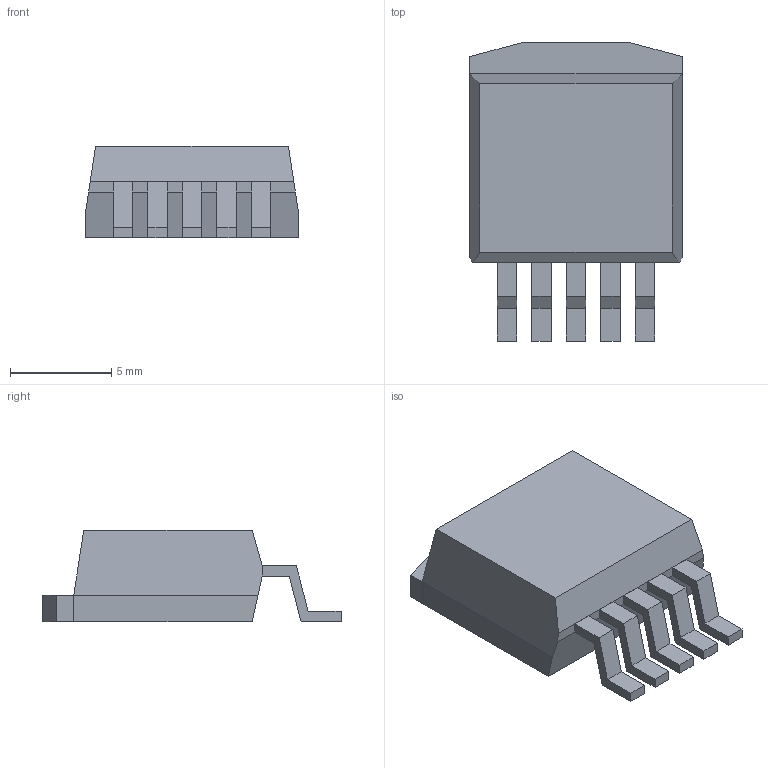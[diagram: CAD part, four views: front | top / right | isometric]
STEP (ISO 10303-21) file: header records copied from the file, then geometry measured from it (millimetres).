
FILE_DESCRIPTION(('FreeCAD Model'),'2;1');
FILE_NAME('Open CASCADE Shape Model','2025-01-22T16:35:16',(''),(''), 'Open CASCADE STEP processor 7.8','FreeCAD','Unknown');
FILE_SCHEMA(('AUTOMOTIVE_DESIGN { 1 0 10303 214 1 1 1 1 }'));
Length unit declared in the file: millimetre
Products named in the file (4): to263_5; difference; difference001; Group
Assembly tree (3 placements, depth 2):
  to263_5
    difference
    difference001
    Group
Bounding box: 10.5 x 14.72 x 4.5 mm (x, y, z)
Volume: 439 mm3; surface area: 490.8 mm2
Topology: 7 solids, 7 shells, 69 faces, 163 edges, 108 vertices
Faces by surface type: plane 69
Entity records: 2062 total; most frequent: CARTESIAN_POINT 344, ORIENTED_EDGE 326, DIRECTION 309, EDGE_CURVE 163, LINE 163, VECTOR 163, VERTEX_POINT 108, AXIS2_PLACEMENT_3D 73
